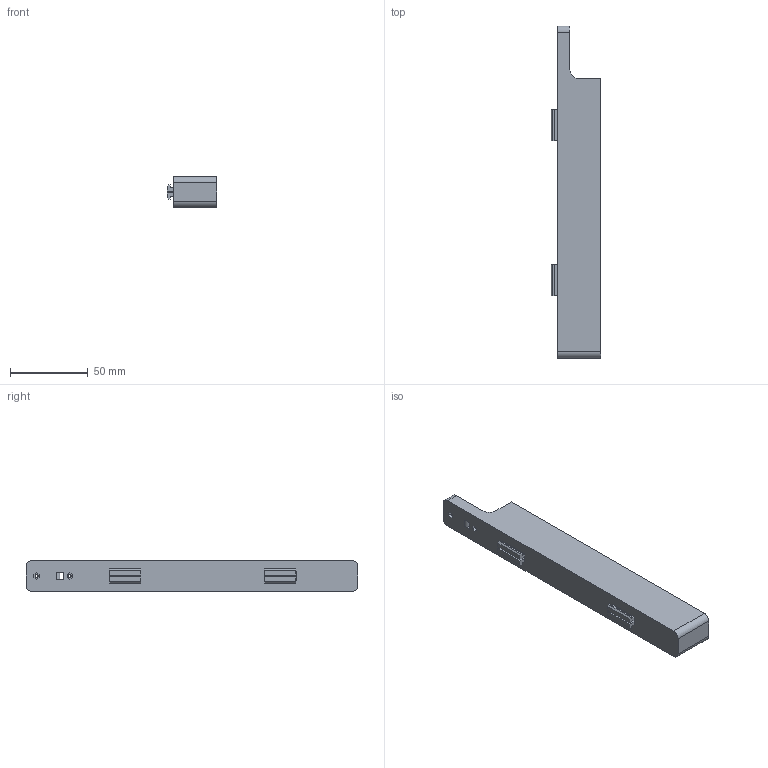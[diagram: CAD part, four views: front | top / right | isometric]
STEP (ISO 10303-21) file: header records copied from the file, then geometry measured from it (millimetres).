
FILE_DESCRIPTION(/* description */ (''),/* implementation_level */ '2;1');
FILE_NAME(/* name */ 'Counterweight - Flex Tab.step',/* time_stamp */ '2022-08-10T18:11:46-05:00',/* author */ (''),/* organization */ (''),/* preprocessor_version */ 'ST-DEVELOPER v19',/* originating_system */ 'Autodesk Translation Framework v11.7.0.108',/* authorisation */ '');
FILE_SCHEMA (('AUTOMOTIVE_DESIGN { 1 0 10303 214 3 1 1 }'));
Length unit declared in the file: millimetre
Products named in the file (3): Counterweight - Inserts; Counterweight; Lid
Assembly tree (2 placements, depth 2):
  Counterweight - Inserts
    Counterweight
    Lid
Bounding box: 32.2 x 214 x 20 mm (x, y, z)
Volume: 46652.4 mm3; surface area: 37545.2 mm2
Topology: 4 solids, 4 shells, 113 faces, 292 edges, 194 vertices
Faces by surface type: plane 99, cylinder 14
Full cylindrical faces by diameter (mm): 2 x2, 2.1 x2, 3 x1, 4 x1
Entity records: 3503 total; most frequent: CARTESIAN_POINT 604, ORIENTED_EDGE 584, DIRECTION 556, EDGE_CURVE 292, LINE 264, VECTOR 264, VERTEX_POINT 194, AXIS2_PLACEMENT_3D 146
